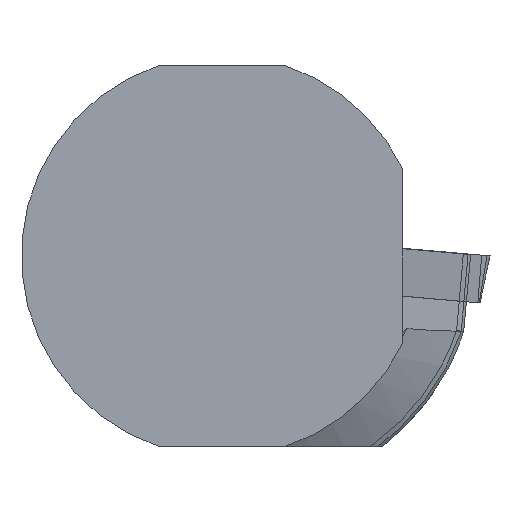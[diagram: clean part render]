
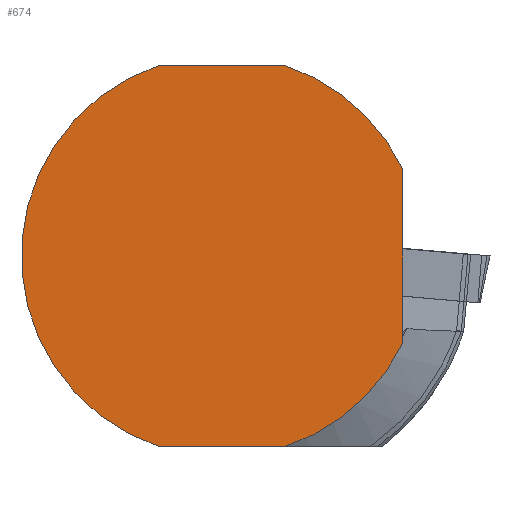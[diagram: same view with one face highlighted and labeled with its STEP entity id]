
A CAD part, left-side view. The second image highlights one B-rep face of the part: STEP entity #674.
In plain terms, the highlighted planar face has unit normal (-1, 0, 0).
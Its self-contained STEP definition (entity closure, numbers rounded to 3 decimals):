
#258=FACE_OUTER_BOUND('',#828,.T.);
#307=PLANE('',#2135);
#385=LINE('',#3237,#505);
#395=LINE('',#3335,#515);
#406=LINE('',#3422,#526);
#505=VECTOR('',#2472,1.);
#515=VECTOR('',#2486,1.);
#526=VECTOR('',#2503,1.);
#674=ADVANCED_FACE('',(#258),#307,.T.);
#828=EDGE_LOOP('',(#1350,#1351,#1352,#1353,#1354,#1355));
#1350=ORIENTED_EDGE('',*,*,#1876,.T.);
#1351=ORIENTED_EDGE('',*,*,#1823,.F.);
#1352=ORIENTED_EDGE('',*,*,#1865,.T.);
#1353=ORIENTED_EDGE('',*,*,#1798,.T.);
#1354=ORIENTED_EDGE('',*,*,#1873,.T.);
#1355=ORIENTED_EDGE('',*,*,#1774,.F.);
#1529=VERTEX_POINT('',#3236);
#1530=VERTEX_POINT('',#3238);
#1552=VERTEX_POINT('',#3334);
#1553=VERTEX_POINT('',#3336);
#1577=VERTEX_POINT('',#3421);
#1578=VERTEX_POINT('',#3423);
#1774=EDGE_CURVE('',#1529,#1530,#385,.T.);
#1798=EDGE_CURVE('',#1553,#1552,#395,.T.);
#1823=EDGE_CURVE('',#1577,#1578,#406,.T.);
#1865=EDGE_CURVE('',#1577,#1553,#1941,.T.);
#1873=EDGE_CURVE('',#1552,#1530,#1946,.T.);
#1876=EDGE_CURVE('',#1529,#1578,#1949,.T.);
#1941=CIRCLE('',#2117,20.);
#1946=CIRCLE('',#2129,20.);
#1949=CIRCLE('',#2133,20.);
#2117=AXIS2_PLACEMENT_3D('',#3529,#2595,#2596);
#2129=AXIS2_PLACEMENT_3D('',#3565,#2619,#2620);
#2133=AXIS2_PLACEMENT_3D('',#3569,#2627,#2628);
#2135=AXIS2_PLACEMENT_3D('',#3571,#2631,#2632);
#2472=DIRECTION('',(0.,0.,-1.));
#2486=DIRECTION('',(0.,-1.,0.));
#2503=DIRECTION('',(0.,-1.,0.));
#2595=DIRECTION('',(-1.,0.,0.));
#2596=DIRECTION('',(0.,0.,1.));
#2619=DIRECTION('',(-1.,0.,0.));
#2620=DIRECTION('',(0.,0.,1.));
#2627=DIRECTION('',(-1.,0.,0.));
#2628=DIRECTION('',(0.,0.,1.));
#2631=DIRECTION('',(-1.,0.,0.));
#2632=DIRECTION('',(0.,0.,-1.));
#3236=CARTESIAN_POINT('',(-401.787,10.415,8.855));
#3237=CARTESIAN_POINT('',(-401.787,10.415,15.137));
#3238=CARTESIAN_POINT('',(-401.787,10.415,-8.581));
#3334=CARTESIAN_POINT('',(-401.787,22.17,-18.863));
#3335=CARTESIAN_POINT('',(-401.787,48.415,-18.863));
#3336=CARTESIAN_POINT('',(-401.787,34.66,-18.863));
#3421=CARTESIAN_POINT('',(-401.787,34.66,19.137));
#3422=CARTESIAN_POINT('',(-401.787,48.415,19.137));
#3423=CARTESIAN_POINT('',(-401.787,22.17,19.137));
#3529=CARTESIAN_POINT('',(-401.787,28.415,0.137));
#3565=CARTESIAN_POINT('',(-401.787,28.415,0.137));
#3569=CARTESIAN_POINT('',(-401.787,28.415,0.137));
#3571=CARTESIAN_POINT('',(-401.787,48.415,0.137));
